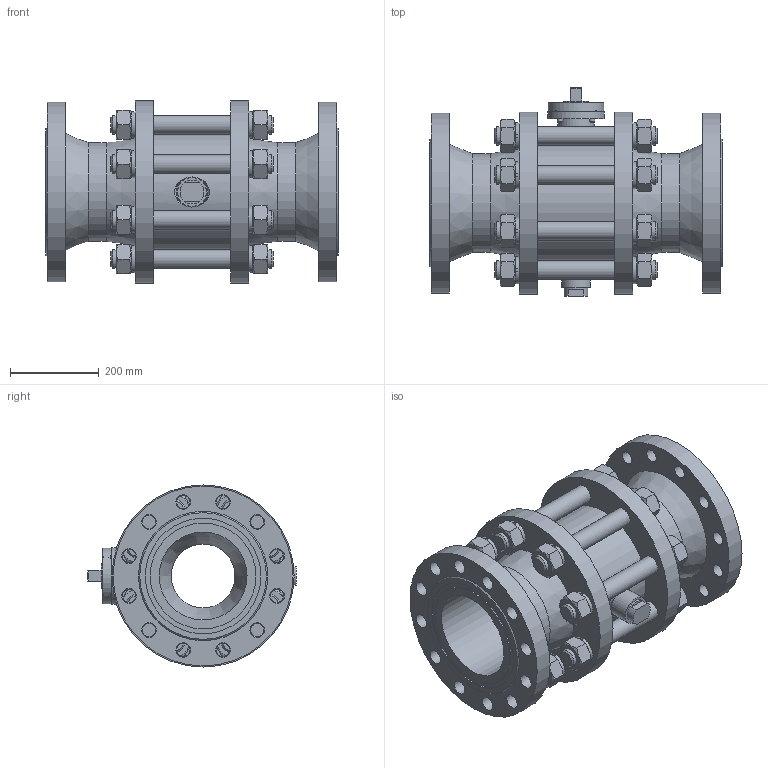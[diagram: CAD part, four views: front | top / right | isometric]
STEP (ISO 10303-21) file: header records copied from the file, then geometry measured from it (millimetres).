
FILE_DESCRIPTION(('STEP AP242'), '1');
FILE_NAME('ÔÁ39.311.200.020 - Êðàí ïðîõîäíîé PN63 DN200', '', ('UNSPECIFIED'), ('UNSPECIFIED'), 'ASCON STEP Converter 1.6', 'ASCON Math Kernel', '');
FILE_SCHEMA(('AP242_MANAGED_MODEL_BASED_3D_ENGINEERING_MIM_LF { 1 0 10303 442 1 1 4 }'));
Length unit declared in the file: millimetre
Products named in the file (1): 埡39.311.200.020
Bounding box: 658 x 469 x 410 mm (x, y, z)
Volume: 34029135.5 mm3; surface area: 2374069 mm2
Topology: 1 solids, 1 shells, 657 faces, 1528 edges, 948 vertices
Faces by surface type: plane 350, cylinder 174, cone 125, torus 6, sphere 2
Full cylindrical faces by diameter (mm): 10 x4, 10.106 x8, 12 x8, 13 x4, 18 x5, 20 x5, 33 x24, 36 x1, 37 x2, 40 x2, 41 x2, 42 x24, 43 x1, 45 x16, 54 x2, 56 x1, 65 x1, 68 x1, 72 x2, 83 x1, 125 x1, 127 x1, 144 x3, 150 x2, 198 x2, 222 x2, 238 x2, 260 x2, 270 x1, 405 x2
Entity records: 32682 total; most frequent: CARTESIAN_POINT 13495, DIRECTION 2832, ORIENTED_EDGE 2528, EDGE_CURVE 1264, AXIS2_PLACEMENT_3D 1235, EDGE_LOOP 1110, VERTEX_POINT 944, FACE_BOUND 675
